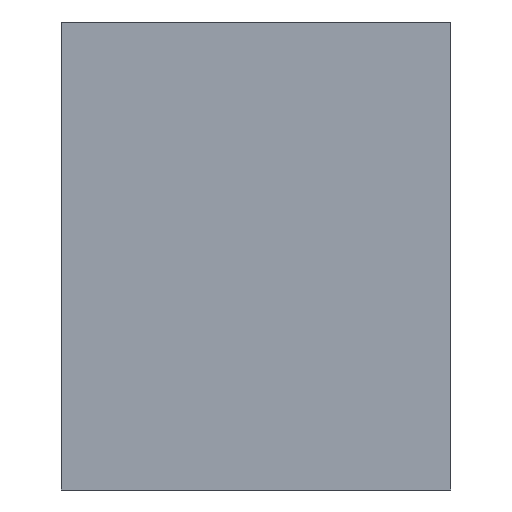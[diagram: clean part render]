
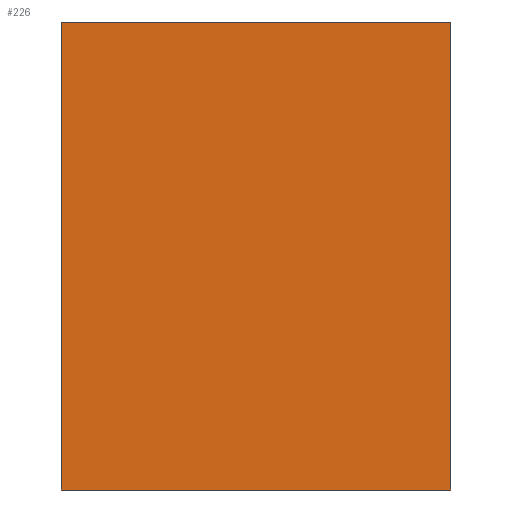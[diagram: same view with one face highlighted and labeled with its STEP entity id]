
A CAD part, front view. The second image highlights one B-rep face of the part: STEP entity #226.
In plain terms, the highlighted planar face has unit normal (0, -1, 0).
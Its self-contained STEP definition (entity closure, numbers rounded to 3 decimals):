
#226=ADVANCED_FACE('',(#326),#328,.F.);
#326=FACE_BOUND('',#327,.T.);
#327=EDGE_LOOP('',(#502,#503,#504,#505));
#328=PLANE('',#329);
#329=AXIS2_PLACEMENT_3D('',#330,#331,#332);
#330=CARTESIAN_POINT('',(0.,0.,0.));
#331=DIRECTION('',(0.,1.,0.));
#332=DIRECTION('',(-1.,0.,0.));
#502=ORIENTED_EDGE('',*,*,#596,.F.);
#503=ORIENTED_EDGE('',*,*,#604,.F.);
#504=ORIENTED_EDGE('',*,*,#612,.F.);
#505=ORIENTED_EDGE('',*,*,#605,.F.);
#596=EDGE_CURVE('',#680,#682,#683,.T.);
#604=EDGE_CURVE('',#693,#680,#695,.T.);
#605=EDGE_CURVE('',#682,#696,#697,.T.);
#612=EDGE_CURVE('',#696,#693,#706,.T.);
#680=VERTEX_POINT('',#826);
#682=VERTEX_POINT('',#830);
#683=LINE('',#831,#832);
#693=VERTEX_POINT('',#855);
#695=LINE('',#859,#860);
#696=VERTEX_POINT('',#862);
#697=LINE('',#863,#864);
#706=LINE('',#886,#887);
#826=CARTESIAN_POINT('',(75.,0.,-90.));
#830=CARTESIAN_POINT('',(-75.,0.,-90.));
#831=CARTESIAN_POINT('',(75.,0.,-90.));
#832=VECTOR('',#833,1.);
#833=DIRECTION('',(-1.,0.,0.));
#855=CARTESIAN_POINT('',(75.,0.,90.));
#859=CARTESIAN_POINT('',(75.,0.,90.));
#860=VECTOR('',#861,1.);
#861=DIRECTION('',(0.,0.,-1.));
#862=CARTESIAN_POINT('',(-75.,0.,90.));
#863=CARTESIAN_POINT('',(-75.,0.,-90.));
#864=VECTOR('',#865,1.);
#865=DIRECTION('',(0.,0.,1.));
#886=CARTESIAN_POINT('',(-75.,0.,90.));
#887=VECTOR('',#888,1.);
#888=DIRECTION('',(1.,0.,0.));
